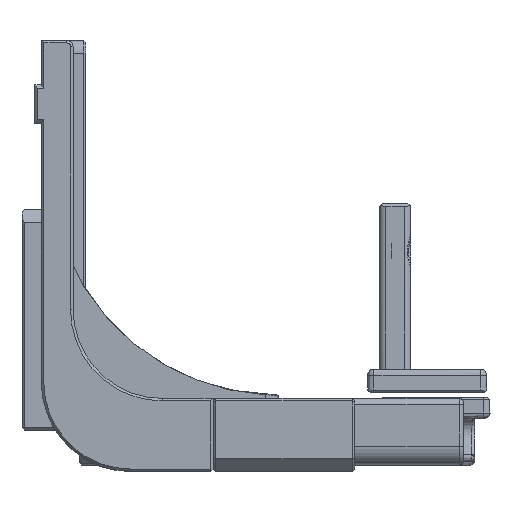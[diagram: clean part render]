
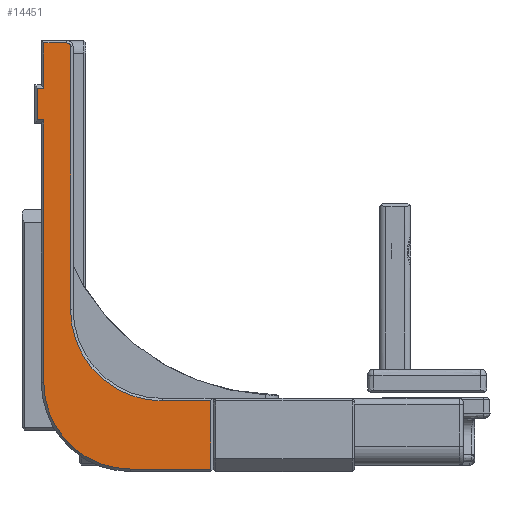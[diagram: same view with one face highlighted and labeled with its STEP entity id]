
A CAD part, left-side view. The second image highlights one B-rep face of the part: STEP entity #14451.
In plain terms, the highlighted planar face has unit normal (-1, 0, 0).
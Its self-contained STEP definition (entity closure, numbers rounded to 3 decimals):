
#974=PLANE('',#15647);
#1653=FACE_OUTER_BOUND('',#2532,.T.);
#2532=EDGE_LOOP('',(#12612,#12613,#12614,#12615,#12616,#12617,#12618,#12619,
#12620,#12621,#12622,#12623,#12624));
#3806=LINE('',#23529,#5236);
#3808=LINE('',#23533,#5238);
#3809=LINE('',#23542,#5239);
#3815=LINE('',#23554,#5245);
#3821=LINE('',#23567,#5251);
#3856=LINE('',#23648,#5286);
#3867=LINE('',#23675,#5297);
#3875=LINE('',#23702,#5305);
#3878=LINE('',#23711,#5308);
#3957=LINE('',#23874,#5387);
#5236=VECTOR('',#18669,10.);
#5238=VECTOR('',#18673,10.);
#5239=VECTOR('',#18684,10.);
#5245=VECTOR('',#18694,10.);
#5251=VECTOR('',#18702,10.);
#5286=VECTOR('',#18771,10.);
#5297=VECTOR('',#18800,10.);
#5305=VECTOR('',#18828,10.);
#5308=VECTOR('',#18839,10.);
#5387=VECTOR('',#19004,10.);
#5881=CIRCLE('',#15554,13.6);
#5892=CIRCLE('',#15599,14.4);
#5893=CIRCLE('',#15602,0.6);
#6951=VERTEX_POINT('',#23521);
#6952=VERTEX_POINT('',#23523);
#6953=VERTEX_POINT('',#23527);
#6954=VERTEX_POINT('',#23531);
#6957=VERTEX_POINT('',#23541);
#6961=VERTEX_POINT('',#23553);
#6966=VERTEX_POINT('',#23564);
#6967=VERTEX_POINT('',#23566);
#6996=VERTEX_POINT('',#23647);
#7009=VERTEX_POINT('',#23693);
#7010=VERTEX_POINT('',#23695);
#7011=VERTEX_POINT('',#23699);
#7013=VERTEX_POINT('',#23705);
#8779=EDGE_CURVE('',#6952,#6951,#5881,.T.);
#8781=EDGE_CURVE('',#6953,#6952,#3806,.T.);
#8783=EDGE_CURVE('',#6954,#6953,#3808,.T.);
#8786=EDGE_CURVE('',#6951,#6957,#3809,.T.);
#8792=EDGE_CURVE('',#6957,#6961,#3815,.T.);
#8798=EDGE_CURVE('',#6966,#6967,#3821,.T.);
#8838=EDGE_CURVE('',#6961,#6996,#3856,.T.);
#8853=EDGE_CURVE('',#6996,#6966,#3867,.T.);
#8865=EDGE_CURVE('',#7010,#7009,#5892,.T.);
#8867=EDGE_CURVE('',#7011,#7010,#3875,.T.);
#8870=EDGE_CURVE('',#7013,#7011,#5893,.T.);
#8872=EDGE_CURVE('',#6967,#7013,#3878,.T.);
#8952=EDGE_CURVE('',#7009,#6954,#3957,.T.);
#12612=ORIENTED_EDGE('',*,*,#8781,.F.);
#12613=ORIENTED_EDGE('',*,*,#8783,.F.);
#12614=ORIENTED_EDGE('',*,*,#8952,.F.);
#12615=ORIENTED_EDGE('',*,*,#8865,.F.);
#12616=ORIENTED_EDGE('',*,*,#8867,.F.);
#12617=ORIENTED_EDGE('',*,*,#8870,.F.);
#12618=ORIENTED_EDGE('',*,*,#8872,.F.);
#12619=ORIENTED_EDGE('',*,*,#8798,.F.);
#12620=ORIENTED_EDGE('',*,*,#8853,.F.);
#12621=ORIENTED_EDGE('',*,*,#8838,.F.);
#12622=ORIENTED_EDGE('',*,*,#8792,.F.);
#12623=ORIENTED_EDGE('',*,*,#8786,.F.);
#12624=ORIENTED_EDGE('',*,*,#8779,.F.);
#14451=ADVANCED_FACE('',(#1653),#974,.T.);
#15554=AXIS2_PLACEMENT_3D('',#23525,#18664,#18665);
#15599=AXIS2_PLACEMENT_3D('',#23697,#18823,#18824);
#15602=AXIS2_PLACEMENT_3D('',#23708,#18833,#18834);
#15647=AXIS2_PLACEMENT_3D('',#23873,#19002,#19003);
#18664=DIRECTION('center_axis',(1.,0.,0.));
#18665=DIRECTION('ref_axis',(0.,0.707,-0.707));
#18669=DIRECTION('',(0.,1.,0.));
#18673=DIRECTION('',(0.,0.,-1.));
#18684=DIRECTION('',(0.,0.,1.));
#18694=DIRECTION('',(0.,1.,0.));
#18702=DIRECTION('',(0.,0.,1.));
#18771=DIRECTION('',(0.,0.,1.));
#18800=DIRECTION('',(0.,-1.,0.));
#18823=DIRECTION('center_axis',(-1.,0.,0.));
#18824=DIRECTION('ref_axis',(0.,0.707,-0.707));
#18828=DIRECTION('',(0.,0.,-1.));
#18833=DIRECTION('center_axis',(1.,0.,0.));
#18834=DIRECTION('ref_axis',(0.,-0.707,0.707));
#18839=DIRECTION('',(0.,-1.,0.));
#19002=DIRECTION('center_axis',(-1.,0.,0.));
#19003=DIRECTION('ref_axis',(0.,0.,
1.));
#19004=DIRECTION('',(0.,-1.,0.));
#23521=CARTESIAN_POINT('',(110.5,349.606,5.));
#23523=CARTESIAN_POINT('',(110.5,336.006,-8.6));
#23525=CARTESIAN_POINT('Origin',(110.5,336.006,5.));
#23527=CARTESIAN_POINT('',(110.5,323.407,-8.6));
#23529=CARTESIAN_POINT('',(110.5,313.703,-8.6));
#23531=CARTESIAN_POINT('',(110.5,323.407,2.1));
#23533=CARTESIAN_POINT('',(110.5,323.407,25.222));
#23541=CARTESIAN_POINT('',(110.5,349.606,46.223));
#23542=CARTESIAN_POINT('',(110.5,349.606,38.522));
#23553=CARTESIAN_POINT('',(110.5,350.606,46.223));
#23554=CARTESIAN_POINT('',(110.5,337.331,46.223));
#23564=CARTESIAN_POINT('',(110.5,349.606,51.223));
#23566=CARTESIAN_POINT('',(110.5,349.606,58.323));
#23567=CARTESIAN_POINT('',(110.5,349.606,39.522));
#23647=CARTESIAN_POINT('',(110.5,350.606,51.223));
#23648=CARTESIAN_POINT('',(110.5,350.606,31.146));
#23675=CARTESIAN_POINT('',(110.5,337.331,51.223));
#23693=CARTESIAN_POINT('',(110.5,331.006,2.1));
#23695=CARTESIAN_POINT('',(110.5,345.406,16.5));
#23697=CARTESIAN_POINT('Origin',(110.5,331.006,16.5));
#23699=CARTESIAN_POINT('',(110.5,345.406,57.723));
#23702=CARTESIAN_POINT('',(110.5,345.406,31.653));
#23705=CARTESIAN_POINT('',(110.5,346.006,58.323));
#23708=CARTESIAN_POINT('Origin',(110.5,346.006,57.723));
#23711=CARTESIAN_POINT('',(110.5,334.031,58.323));
#23873=CARTESIAN_POINT('Origin',(110.5,322.656,25.583));
#23874=CARTESIAN_POINT('',(110.5,309.471,2.1));
